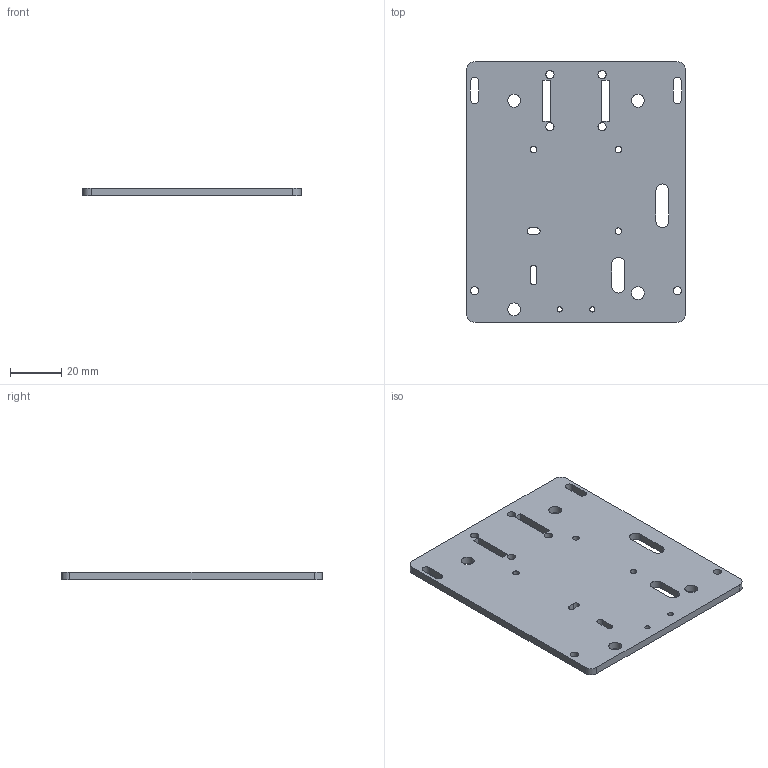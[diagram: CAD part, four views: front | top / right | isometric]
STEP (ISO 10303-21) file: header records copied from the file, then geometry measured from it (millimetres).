
FILE_DESCRIPTION(/* description */ (''),/* implementation_level */ '2;1');
FILE_NAME(/* name */ 'sensor_shelf.stp',/* time_stamp */ '2022-08-11T16:41:00-07:00',/* author */ ('Aaron'),/* organization */ (''),/* preprocessor_version */ 'ST-DEVELOPER v18.1',/* originating_system */ 'Autodesk Inventor 2022',/* authorisation */ '');
FILE_SCHEMA (('AUTOMOTIVE_DESIGN { 1 0 10303 214 3 1 1 }'));
Length unit declared in the file: inch
Products named in the file (1): sensor_shelf
Bounding box: 85 x 101.6 x 3 mm (x, y, z)
Volume: 24437.6 mm3; surface area: 18561.4 mm2
Topology: 1 solids, 1 shells, 57 faces, 165 edges, 110 vertices
Faces by surface type: cylinder 31, plane 26
Full cylindrical faces by diameter (mm): 2.032 x2, 2.54 x3, 3.2 x6, 5 x4
Entity records: 2036 total; most frequent: DIRECTION 343, CARTESIAN_POINT 333, ORIENTED_EDGE 330, EDGE_CURVE 165, AXIS2_PLACEMENT_3D 120, VERTEX_POINT 110, EDGE_LOOP 103, LINE 103
